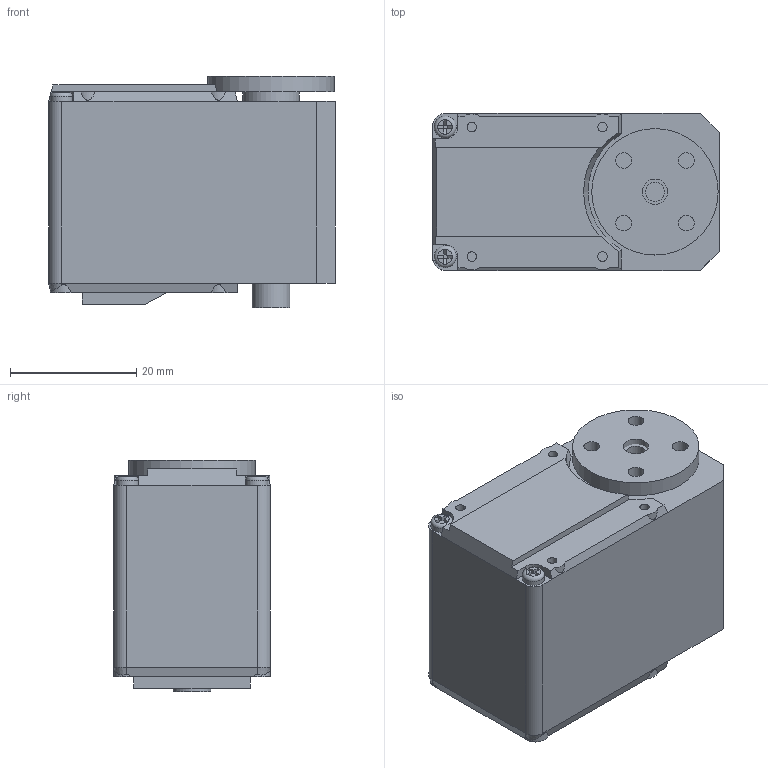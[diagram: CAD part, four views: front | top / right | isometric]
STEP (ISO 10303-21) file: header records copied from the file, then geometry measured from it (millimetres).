
FILE_DESCRIPTION(/* description */ (''),/* implementation_level */ '2;1');
FILE_NAME(/* name */ 'STS3215_03a v1.stp',/* time_stamp */ '2025-12-15T14:03:29+09:00',/* author */ ('ost97'),/* organization */ (''),/* preprocessor_version */ 'ST-DEVELOPER v20.1',/* originating_system */ 'Autodesk Inventor 2026',/* authorisation */ '');
FILE_SCHEMA (('AUTOMOTIVE_DESIGN { 1 0 10303 214 3 1 1 }'));
Length unit declared in the file: millimetre
Products named in the file (3): STS3215_03a v1; disk; motor_body
Assembly tree (2 placements, depth 2):
  STS3215_03a v1
    disk
    motor_body
Bounding box: 45.4 x 24.8 x 36.7 mm (x, y, z)
Volume: 35507 mm3; surface area: 7865.8 mm2
Topology: 2 solids, 2 shells, 153 faces, 365 edges, 238 vertices
Faces by surface type: plane 106, cylinder 40, cone 5, torus 2
Full cylindrical faces by diameter (mm): 1.5 x8, 2 x6, 2.5 x5, 3 x1, 3.5 x2, 4 x1, 4.8 x2, 6 x1, 9 x1, 20 x1
Entity records: 4623 total; most frequent: CARTESIAN_POINT 845, DIRECTION 777, ORIENTED_EDGE 730, EDGE_CURVE 365, AXIS2_PLACEMENT_3D 274, VERTEX_POINT 238, LINE 229, VECTOR 229
